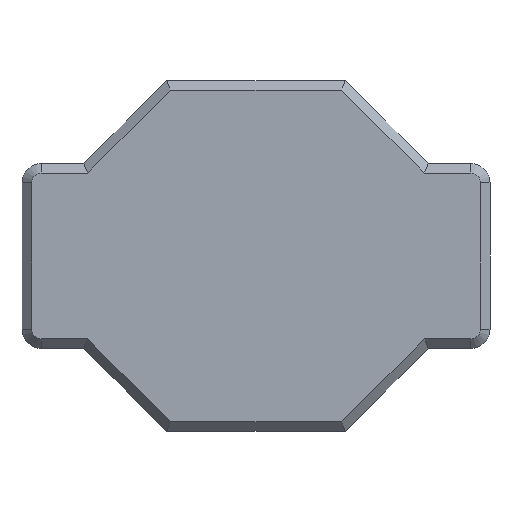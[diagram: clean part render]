
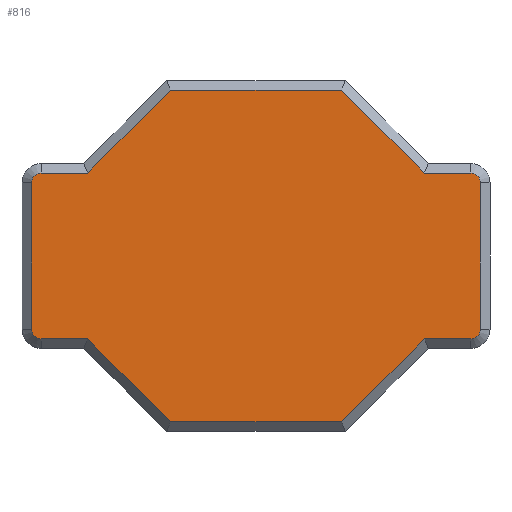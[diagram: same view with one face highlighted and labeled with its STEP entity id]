
A CAD part, top view. The second image highlights one B-rep face of the part: STEP entity #816.
In plain terms, the highlighted planar face has unit normal (0, 0, 1).
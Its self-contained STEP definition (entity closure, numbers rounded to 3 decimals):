
#25=CIRCLE('',#878,0.5);
#27=CIRCLE('',#882,0.5);
#29=CIRCLE('',#889,0.5);
#30=CIRCLE('',#892,0.5);
#86=FACE_OUTER_BOUND('',#136,.T.);
#136=EDGE_LOOP('',(#695,#696,#697,#698,#699,#700,#701,#702,#703,#704,#705,
#706,#707,#708,#709,#710));
#198=LINE('',#1268,#294);
#202=LINE('',#1274,#298);
#205=LINE('',#1280,#301);
#208=LINE('',#1286,#304);
#209=LINE('',#1290,#305);
#216=LINE('',#1307,#312);
#219=LINE('',#1316,#315);
#220=LINE('',#1319,#316);
#223=LINE('',#1324,#319);
#225=LINE('',#1328,#321);
#229=LINE('',#1337,#325);
#231=LINE('',#1343,#327);
#294=VECTOR('',#1032,10.);
#298=VECTOR('',#1038,10.);
#301=VECTOR('',#1043,10.);
#304=VECTOR('',#1048,10.);
#305=VECTOR('',#1051,10.);
#312=VECTOR('',#1066,10.);
#315=VECTOR('',#1077,10.);
#316=VECTOR('',#1080,10.);
#319=VECTOR('',#1085,10.);
#321=VECTOR('',#1089,10.);
#325=VECTOR('',#1099,10.);
#327=VECTOR('',#1107,10.);
#376=VERTEX_POINT('',#1266);
#377=VERTEX_POINT('',#1267);
#378=VERTEX_POINT('',#1272);
#380=VERTEX_POINT('',#1278);
#382=VERTEX_POINT('',#1284);
#383=VERTEX_POINT('',#1288);
#384=VERTEX_POINT('',#1289);
#387=VERTEX_POINT('',#1297);
#389=VERTEX_POINT('',#1303);
#391=VERTEX_POINT('',#1309);
#393=VERTEX_POINT('',#1318);
#394=VERTEX_POINT('',#1323);
#395=VERTEX_POINT('',#1327);
#396=VERTEX_POINT('',#1331);
#397=VERTEX_POINT('',#1335);
#398=VERTEX_POINT('',#1339);
#464=EDGE_CURVE('',#376,#377,#198,.T.);
#468=EDGE_CURVE('',#378,#376,#202,.T.);
#471=EDGE_CURVE('',#380,#378,#205,.T.);
#474=EDGE_CURVE('',#382,#380,#208,.T.);
#475=EDGE_CURVE('',#383,#384,#209,.T.);
#479=EDGE_CURVE('',#384,#387,#25,.T.);
#484=EDGE_CURVE('',#387,#389,#216,.T.);
#485=EDGE_CURVE('',#389,#391,#27,.T.);
#489=EDGE_CURVE('',#391,#382,#219,.T.);
#490=EDGE_CURVE('',#393,#383,#220,.T.);
#493=EDGE_CURVE('',#394,#393,#223,.T.);
#495=EDGE_CURVE('',#395,#394,#225,.T.);
#497=EDGE_CURVE('',#377,#396,#29,.T.);
#500=EDGE_CURVE('',#396,#397,#229,.T.);
#501=EDGE_CURVE('',#397,#398,#30,.T.);
#503=EDGE_CURVE('',#398,#395,#231,.T.);
#695=ORIENTED_EDGE('',*,*,#475,.F.);
#696=ORIENTED_EDGE('',*,*,#490,.F.);
#697=ORIENTED_EDGE('',*,*,#493,.F.);
#698=ORIENTED_EDGE('',*,*,#495,.F.);
#699=ORIENTED_EDGE('',*,*,#503,.F.);
#700=ORIENTED_EDGE('',*,*,#501,.F.);
#701=ORIENTED_EDGE('',*,*,#500,.F.);
#702=ORIENTED_EDGE('',*,*,#497,.F.);
#703=ORIENTED_EDGE('',*,*,#464,.F.);
#704=ORIENTED_EDGE('',*,*,#468,.F.);
#705=ORIENTED_EDGE('',*,*,#471,.F.);
#706=ORIENTED_EDGE('',*,*,#474,.F.);
#707=ORIENTED_EDGE('',*,*,#489,.F.);
#708=ORIENTED_EDGE('',*,*,#485,.F.);
#709=ORIENTED_EDGE('',*,*,#484,.F.);
#710=ORIENTED_EDGE('',*,*,#479,.F.);
#768=PLANE('',#896);
#816=ADVANCED_FACE('',(#86),#768,.T.);
#878=AXIS2_PLACEMENT_3D('',#1298,#1057,#1058);
#882=AXIS2_PLACEMENT_3D('',#1310,#1069,#1070);
#889=AXIS2_PLACEMENT_3D('',#1332,#1093,#1094);
#892=AXIS2_PLACEMENT_3D('',#1340,#1102,#1103);
#896=AXIS2_PLACEMENT_3D('',#1348,#1114,#1115);
#1032=DIRECTION('',(1.,0.,0.));
#1038=DIRECTION('',(0.707,-0.707,0.));
#1043=DIRECTION('',(1.,0.,0.));
#1048=DIRECTION('',(0.707,0.707,0.));
#1051=DIRECTION('',(-1.,0.,0.));
#1057=DIRECTION('center_axis',(0.,0.,-1.));
#1058=DIRECTION('ref_axis',(-1.,0.,0.));
#1066=DIRECTION('',(0.,1.,0.));
#1069=DIRECTION('center_axis',(0.,0.,-1.));
#1070=DIRECTION('ref_axis',(0.,1.,0.));
#1077=DIRECTION('',(1.,0.,0.));
#1080=DIRECTION('',(-0.707,0.707,0.));
#1085=DIRECTION('',(-1.,0.,0.));
#1089=DIRECTION('',(-0.707,-0.707,0.));
#1093=DIRECTION('center_axis',(0.,0.,-1.));
#1094=DIRECTION('ref_axis',(1.,0.,0.));
#1099=DIRECTION('',(0.,-1.,0.));
#1102=DIRECTION('center_axis',(0.,0.,-1.));
#1103=DIRECTION('ref_axis',(0.,-1.,0.));
#1107=DIRECTION('',(-1.,0.,0.));
#1114=DIRECTION('center_axis',(0.,0.,1.));
#1115=DIRECTION('ref_axis',(-1.,0.,0.));
#1266=CARTESIAN_POINT('',(8.629,19.25,0.));
#1267=CARTESIAN_POINT('',(11.,19.25,0.));
#1268=CARTESIAN_POINT('',(5.5,19.25,0.));
#1272=CARTESIAN_POINT('',(4.379,23.5,0.));
#1274=CARTESIAN_POINT('',(11.211,16.668,0.));
#1278=CARTESIAN_POINT('',(-4.379,23.5,0.));
#1280=CARTESIAN_POINT('',(2.293,23.5,0.));
#1284=CARTESIAN_POINT('',(-8.629,19.25,0.));
#1286=CARTESIAN_POINT('',(-9.086,18.793,0.));
#1288=CARTESIAN_POINT('',(-8.629,10.75,0.));
#1289=CARTESIAN_POINT('',(-11.,10.75,0.));
#1290=CARTESIAN_POINT('',(-5.5,10.75,0.));
#1297=CARTESIAN_POINT('',(-11.5,11.25,0.));
#1298=CARTESIAN_POINT('Origin',(-11.,11.25,0.));
#1303=CARTESIAN_POINT('',(-11.5,18.75,0.));
#1307=CARTESIAN_POINT('',(-11.5,9.375,0.));
#1309=CARTESIAN_POINT('',(-11.,19.25,0.));
#1310=CARTESIAN_POINT('Origin',(-11.,18.75,0.));
#1316=CARTESIAN_POINT('',(-4.418,19.25,0.));
#1318=CARTESIAN_POINT('',(-4.379,6.5,0.));
#1319=CARTESIAN_POINT('',(-3.711,5.832,0.));
#1323=CARTESIAN_POINT('',(4.379,6.5,0.));
#1324=CARTESIAN_POINT('',(-2.293,6.5,0.));
#1327=CARTESIAN_POINT('',(8.629,10.75,0.));
#1328=CARTESIAN_POINT('',(1.586,3.707,0.));
#1331=CARTESIAN_POINT('',(11.5,18.75,0.));
#1332=CARTESIAN_POINT('Origin',(11.,18.75,0.));
#1335=CARTESIAN_POINT('',(11.5,11.25,0.));
#1337=CARTESIAN_POINT('',(11.5,5.625,0.));
#1339=CARTESIAN_POINT('',(11.,10.75,0.));
#1340=CARTESIAN_POINT('Origin',(11.,11.25,0.));
#1343=CARTESIAN_POINT('',(4.418,10.75,0.));
#1348=CARTESIAN_POINT('Origin',(0.,0.,0.));
